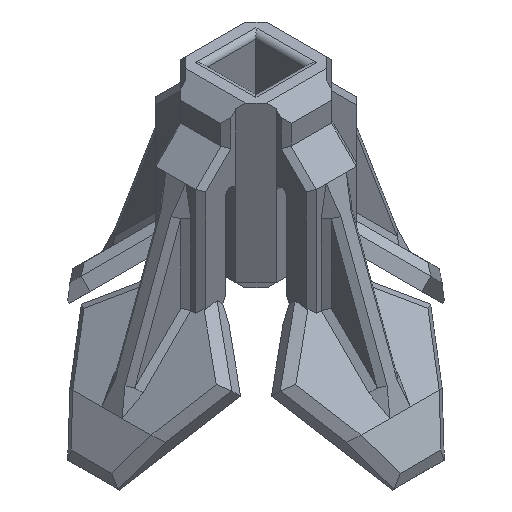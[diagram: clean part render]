
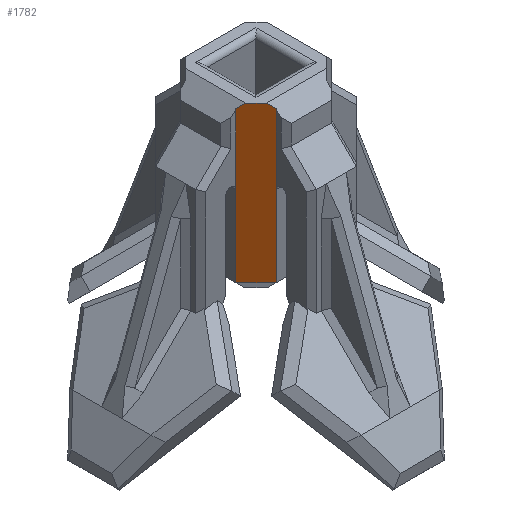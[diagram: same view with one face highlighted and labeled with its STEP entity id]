
A CAD part, isometric view. The second image highlights one B-rep face of the part: STEP entity #1782.
In plain terms, the highlighted planar face has unit normal (-0.707, -0.707, 0).
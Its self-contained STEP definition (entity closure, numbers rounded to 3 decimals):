
#43 = PLANE('',#44);
#44 = AXIS2_PLACEMENT_3D('',#45,#46,#47);
#45 = CARTESIAN_POINT('',(0.,0.,34.));
#46 = DIRECTION('',(0.,0.,-1.));
#47 = DIRECTION('',(0.,-1.,0.));
#236 = VERTEX_POINT('',#237);
#237 = CARTESIAN_POINT('',(-6.,-8.,34.));
#251 = PLANE('',#252);
#252 = AXIS2_PLACEMENT_3D('',#253,#254,#255);
#253 = CARTESIAN_POINT('',(4.,-9.5,32.5));
#254 = DIRECTION('',(0.,-0.707,0.707)
  );
#255 = DIRECTION('',(-1.,0.,0.));
#263 = EDGE_CURVE('',#264,#236,#266,.T.);
#264 = VERTEX_POINT('',#265);
#265 = CARTESIAN_POINT('',(-8.,-6.,34.));
#266 = SURFACE_CURVE('',#267,(#271,#278),.PCURVE_S1.);
#267 = LINE('',#268,#269);
#268 = CARTESIAN_POINT('',(-6.,-8.,34.));
#269 = VECTOR('',#270,1.);
#270 = DIRECTION('',(0.707,-0.707,0.)
  );
#271 = PCURVE('',#43,#272);
#272 = DEFINITIONAL_REPRESENTATION('',(#273),#277);
#273 = LINE('',#274,#275);
#274 = CARTESIAN_POINT('',(8.,6.));
#275 = VECTOR('',#276,1.);
#276 = DIRECTION('',(0.707,-0.707));
#277 = ( GEOMETRIC_REPRESENTATION_CONTEXT(2) 
PARAMETRIC_REPRESENTATION_CONTEXT() REPRESENTATION_CONTEXT('2D SPACE',''
  ) );
#278 = PCURVE('',#279,#284);
#279 = PLANE('',#280);
#280 = AXIS2_PLACEMENT_3D('',#281,#282,#283);
#281 = CARTESIAN_POINT('',(-9.,-5.,0.));
#282 = DIRECTION('',(0.707,0.707,0.)
  );
#283 = DIRECTION('',(0.707,-0.707,0.)
  );
#284 = DEFINITIONAL_REPRESENTATION('',(#285),#288);
#285 = B_SPLINE_CURVE_WITH_KNOTS('',1,(#286,#287),.UNSPECIFIED.,.F.,.F.,
  (2,2),(-4.808,1.98),.PIECEWISE_BEZIER_KNOTS.);
#286 = CARTESIAN_POINT('',(-0.566,-34.));
#287 = CARTESIAN_POINT('',(6.223,-34.));
#288 = ( GEOMETRIC_REPRESENTATION_CONTEXT(2) 
PARAMETRIC_REPRESENTATION_CONTEXT() REPRESENTATION_CONTEXT('2D SPACE',''
  ) );
#306 = PLANE('',#307);
#307 = AXIS2_PLACEMENT_3D('',#308,#309,#310);
#308 = CARTESIAN_POINT('',(-9.5,-4.,32.5));
#309 = DIRECTION('',(-0.707,0.,0.707)
  );
#310 = DIRECTION('',(0.,1.,0.));
#1293 = PLANE('',#1294);
#1294 = AXIS2_PLACEMENT_3D('',#1295,#1296,#1297);
#1295 = CARTESIAN_POINT('',(0.,-9.,0.));
#1296 = DIRECTION('',(0.,-1.,0.));
#1297 = DIRECTION('',(0.,0.,1.));
#1400 = PLANE('',#1401);
#1401 = AXIS2_PLACEMENT_3D('',#1402,#1403,#1404);
#1402 = CARTESIAN_POINT('',(-9.,0.,0.));
#1403 = DIRECTION('',(-1.,0.,0.));
#1404 = DIRECTION('',(0.,0.,1.));
#1466 = EDGE_CURVE('',#236,#1467,#1469,.T.);
#1467 = VERTEX_POINT('',#1468);
#1468 = CARTESIAN_POINT('',(-5.,-9.,33.));
#1469 = SURFACE_CURVE('',#1470,(#1474,#1481),.PCURVE_S1.);
#1470 = LINE('',#1471,#1472);
#1471 = CARTESIAN_POINT('',(0.833,-14.833,
    27.167));
#1472 = VECTOR('',#1473,1.);
#1473 = DIRECTION('',(0.577,-0.577,-0.577));
#1474 = PCURVE('',#251,#1475);
#1475 = DEFINITIONAL_REPRESENTATION('',(#1476),#1480);
#1476 = LINE('',#1477,#1478);
#1477 = CARTESIAN_POINT('',(3.167,7.542));
#1478 = VECTOR('',#1479,1.);
#1479 = DIRECTION('',(-0.577,0.816));
#1480 = ( GEOMETRIC_REPRESENTATION_CONTEXT(2) 
PARAMETRIC_REPRESENTATION_CONTEXT() REPRESENTATION_CONTEXT('2D SPACE',''
  ) );
#1481 = PCURVE('',#279,#1482);
#1482 = DEFINITIONAL_REPRESENTATION('',(#1483),#1487);
#1483 = LINE('',#1484,#1485);
#1484 = CARTESIAN_POINT('',(13.906,-27.167));
#1485 = VECTOR('',#1486,1.);
#1486 = DIRECTION('',(0.816,0.577));
#1487 = ( GEOMETRIC_REPRESENTATION_CONTEXT(2) 
PARAMETRIC_REPRESENTATION_CONTEXT() REPRESENTATION_CONTEXT('2D SPACE',''
  ) );
#1505 = PLANE('',#1506);
#1506 = AXIS2_PLACEMENT_3D('',#1507,#1508,#1509);
#1507 = CARTESIAN_POINT('',(-5.,-11.,0.));
#1508 = DIRECTION('',(1.,0.,0.));
#1509 = DIRECTION('',(0.,0.,1.));
#1625 = EDGE_CURVE('',#264,#1626,#1628,.T.);
#1626 = VERTEX_POINT('',#1627);
#1627 = CARTESIAN_POINT('',(-9.,-5.,33.));
#1628 = SURFACE_CURVE('',#1629,(#1633,#1640),.PCURVE_S1.);
#1629 = LINE('',#1630,#1631);
#1630 = CARTESIAN_POINT('',(-14.833,0.833,
    27.167));
#1631 = VECTOR('',#1632,1.);
#1632 = DIRECTION('',(-0.577,0.577,-0.577));
#1633 = PCURVE('',#306,#1634);
#1634 = DEFINITIONAL_REPRESENTATION('',(#1635),#1639);
#1635 = LINE('',#1636,#1637);
#1636 = CARTESIAN_POINT('',(4.833,7.542));
#1637 = VECTOR('',#1638,1.);
#1638 = DIRECTION('',(0.577,0.816));
#1639 = ( GEOMETRIC_REPRESENTATION_CONTEXT(2) 
PARAMETRIC_REPRESENTATION_CONTEXT() REPRESENTATION_CONTEXT('2D SPACE',''
  ) );
#1640 = PCURVE('',#279,#1641);
#1641 = DEFINITIONAL_REPRESENTATION('',(#1642),#1646);
#1642 = LINE('',#1643,#1644);
#1643 = CARTESIAN_POINT('',(-8.25,-27.167));
#1644 = VECTOR('',#1645,1.);
#1645 = DIRECTION('',(-0.816,0.577));
#1646 = ( GEOMETRIC_REPRESENTATION_CONTEXT(2) 
PARAMETRIC_REPRESENTATION_CONTEXT() REPRESENTATION_CONTEXT('2D SPACE',''
  ) );
#1771 = PLANE('',#1772);
#1772 = AXIS2_PLACEMENT_3D('',#1773,#1774,#1775);
#1773 = CARTESIAN_POINT('',(-11.,-5.,0.));
#1774 = DIRECTION('',(0.,-1.,0.));
#1775 = DIRECTION('',(0.,0.,1.));
#1782 = ADVANCED_FACE('',(#1783),#279,.F.);
#1783 = FACE_BOUND('',#1784,.F.);
#1784 = EDGE_LOOP('',(#1785,#1808,#1809,#1810,#1811,#1834,#1857,#1885));
#1785 = ORIENTED_EDGE('',*,*,#1786,.T.);
#1786 = EDGE_CURVE('',#1787,#1626,#1789,.T.);
#1787 = VERTEX_POINT('',#1788);
#1788 = CARTESIAN_POINT('',(-9.,-5.,19.1));
#1789 = SURFACE_CURVE('',#1790,(#1794,#1801),.PCURVE_S1.);
#1790 = LINE('',#1791,#1792);
#1791 = CARTESIAN_POINT('',(-9.,-5.,0.));
#1792 = VECTOR('',#1793,1.);
#1793 = DIRECTION('',(0.,0.,1.));
#1794 = PCURVE('',#279,#1795);
#1795 = DEFINITIONAL_REPRESENTATION('',(#1796),#1800);
#1796 = LINE('',#1797,#1798);
#1797 = CARTESIAN_POINT('',(0.,0.));
#1798 = VECTOR('',#1799,1.);
#1799 = DIRECTION('',(0.,-1.));
#1800 = ( GEOMETRIC_REPRESENTATION_CONTEXT(2) 
PARAMETRIC_REPRESENTATION_CONTEXT() REPRESENTATION_CONTEXT('2D SPACE',''
  ) );
#1801 = PCURVE('',#1771,#1802);
#1802 = DEFINITIONAL_REPRESENTATION('',(#1803),#1807);
#1803 = LINE('',#1804,#1805);
#1804 = CARTESIAN_POINT('',(0.,-2.));
#1805 = VECTOR('',#1806,1.);
#1806 = DIRECTION('',(1.,0.));
#1807 = ( GEOMETRIC_REPRESENTATION_CONTEXT(2) 
PARAMETRIC_REPRESENTATION_CONTEXT() REPRESENTATION_CONTEXT('2D SPACE',''
  ) );
#1808 = ORIENTED_EDGE('',*,*,#1625,.F.);
#1809 = ORIENTED_EDGE('',*,*,#263,.T.);
#1810 = ORIENTED_EDGE('',*,*,#1466,.T.);
#1811 = ORIENTED_EDGE('',*,*,#1812,.F.);
#1812 = EDGE_CURVE('',#1813,#1467,#1815,.T.);
#1813 = VERTEX_POINT('',#1814);
#1814 = CARTESIAN_POINT('',(-5.,-9.,19.1));
#1815 = SURFACE_CURVE('',#1816,(#1820,#1827),.PCURVE_S1.);
#1816 = LINE('',#1817,#1818);
#1817 = CARTESIAN_POINT('',(-5.,-9.,0.));
#1818 = VECTOR('',#1819,1.);
#1819 = DIRECTION('',(0.,0.,1.));
#1820 = PCURVE('',#279,#1821);
#1821 = DEFINITIONAL_REPRESENTATION('',(#1822),#1826);
#1822 = LINE('',#1823,#1824);
#1823 = CARTESIAN_POINT('',(5.657,0.));
#1824 = VECTOR('',#1825,1.);
#1825 = DIRECTION('',(0.,-1.));
#1826 = ( GEOMETRIC_REPRESENTATION_CONTEXT(2) 
PARAMETRIC_REPRESENTATION_CONTEXT() REPRESENTATION_CONTEXT('2D SPACE',''
  ) );
#1827 = PCURVE('',#1505,#1828);
#1828 = DEFINITIONAL_REPRESENTATION('',(#1829),#1833);
#1829 = LINE('',#1830,#1831);
#1830 = CARTESIAN_POINT('',(0.,-2.));
#1831 = VECTOR('',#1832,1.);
#1832 = DIRECTION('',(1.,0.));
#1833 = ( GEOMETRIC_REPRESENTATION_CONTEXT(2) 
PARAMETRIC_REPRESENTATION_CONTEXT() REPRESENTATION_CONTEXT('2D SPACE',''
  ) );
#1834 = ORIENTED_EDGE('',*,*,#1835,.F.);
#1835 = EDGE_CURVE('',#1836,#1813,#1838,.T.);
#1836 = VERTEX_POINT('',#1837);
#1837 = CARTESIAN_POINT('',(-5.,-9.,3.));
#1838 = SURFACE_CURVE('',#1839,(#1843,#1850),.PCURVE_S1.);
#1839 = LINE('',#1840,#1841);
#1840 = CARTESIAN_POINT('',(-5.,-9.,0.));
#1841 = VECTOR('',#1842,1.);
#1842 = DIRECTION('',(0.,0.,1.));
#1843 = PCURVE('',#279,#1844);
#1844 = DEFINITIONAL_REPRESENTATION('',(#1845),#1849);
#1845 = LINE('',#1846,#1847);
#1846 = CARTESIAN_POINT('',(5.657,0.));
#1847 = VECTOR('',#1848,1.);
#1848 = DIRECTION('',(0.,-1.));
#1849 = ( GEOMETRIC_REPRESENTATION_CONTEXT(2) 
PARAMETRIC_REPRESENTATION_CONTEXT() REPRESENTATION_CONTEXT('2D SPACE',''
  ) );
#1850 = PCURVE('',#1293,#1851);
#1851 = DEFINITIONAL_REPRESENTATION('',(#1852),#1856);
#1852 = LINE('',#1853,#1854);
#1853 = CARTESIAN_POINT('',(0.,5.));
#1854 = VECTOR('',#1855,1.);
#1855 = DIRECTION('',(1.,0.));
#1856 = ( GEOMETRIC_REPRESENTATION_CONTEXT(2) 
PARAMETRIC_REPRESENTATION_CONTEXT() REPRESENTATION_CONTEXT('2D SPACE',''
  ) );
#1857 = ORIENTED_EDGE('',*,*,#1858,.F.);
#1858 = EDGE_CURVE('',#1859,#1836,#1861,.T.);
#1859 = VERTEX_POINT('',#1860);
#1860 = CARTESIAN_POINT('',(-9.,-5.,3.));
#1861 = SURFACE_CURVE('',#1862,(#1866,#1873),.PCURVE_S1.);
#1862 = LINE('',#1863,#1864);
#1863 = CARTESIAN_POINT('',(-9.,-5.,3.));
#1864 = VECTOR('',#1865,1.);
#1865 = DIRECTION('',(0.707,-0.707,0.
    ));
#1866 = PCURVE('',#279,#1867);
#1867 = DEFINITIONAL_REPRESENTATION('',(#1868),#1872);
#1868 = LINE('',#1869,#1870);
#1869 = CARTESIAN_POINT('',(0.,-3.));
#1870 = VECTOR('',#1871,1.);
#1871 = DIRECTION('',(1.,0.));
#1872 = ( GEOMETRIC_REPRESENTATION_CONTEXT(2) 
PARAMETRIC_REPRESENTATION_CONTEXT() REPRESENTATION_CONTEXT('2D SPACE',''
  ) );
#1873 = PCURVE('',#1874,#1879);
#1874 = PLANE('',#1875);
#1875 = AXIS2_PLACEMENT_3D('',#1876,#1877,#1878);
#1876 = CARTESIAN_POINT('',(-7.939,-3.939,1.5));
#1877 = DIRECTION('',(0.5,0.5,0.707));
#1878 = DIRECTION('',(0.707,-0.707,0.
    ));
#1879 = DEFINITIONAL_REPRESENTATION('',(#1880),#1884);
#1880 = LINE('',#1881,#1882);
#1881 = CARTESIAN_POINT('',(0.,-2.121));
#1882 = VECTOR('',#1883,1.);
#1883 = DIRECTION('',(1.,0.));
#1884 = ( GEOMETRIC_REPRESENTATION_CONTEXT(2) 
PARAMETRIC_REPRESENTATION_CONTEXT() REPRESENTATION_CONTEXT('2D SPACE',''
  ) );
#1885 = ORIENTED_EDGE('',*,*,#1886,.T.);
#1886 = EDGE_CURVE('',#1859,#1787,#1887,.T.);
#1887 = SURFACE_CURVE('',#1888,(#1892,#1899),.PCURVE_S1.);
#1888 = LINE('',#1889,#1890);
#1889 = CARTESIAN_POINT('',(-9.,-5.,0.));
#1890 = VECTOR('',#1891,1.);
#1891 = DIRECTION('',(0.,0.,1.));
#1892 = PCURVE('',#279,#1893);
#1893 = DEFINITIONAL_REPRESENTATION('',(#1894),#1898);
#1894 = LINE('',#1895,#1896);
#1895 = CARTESIAN_POINT('',(0.,0.));
#1896 = VECTOR('',#1897,1.);
#1897 = DIRECTION('',(0.,-1.));
#1898 = ( GEOMETRIC_REPRESENTATION_CONTEXT(2) 
PARAMETRIC_REPRESENTATION_CONTEXT() REPRESENTATION_CONTEXT('2D SPACE',''
  ) );
#1899 = PCURVE('',#1400,#1900);
#1900 = DEFINITIONAL_REPRESENTATION('',(#1901),#1905);
#1901 = LINE('',#1902,#1903);
#1902 = CARTESIAN_POINT('',(0.,-5.));
#1903 = VECTOR('',#1904,1.);
#1904 = DIRECTION('',(1.,0.));
#1905 = ( GEOMETRIC_REPRESENTATION_CONTEXT(2) 
PARAMETRIC_REPRESENTATION_CONTEXT() REPRESENTATION_CONTEXT('2D SPACE',''
  ) );
